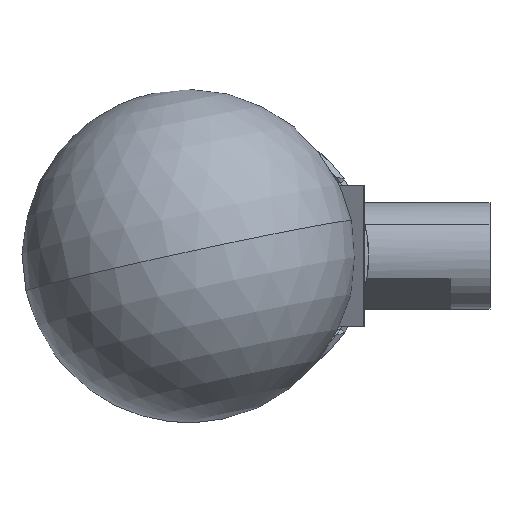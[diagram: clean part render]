
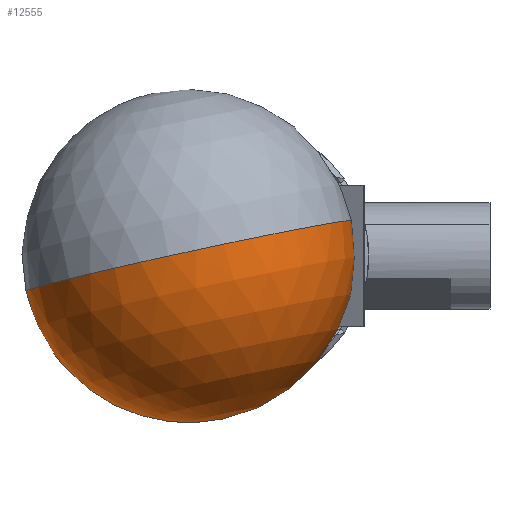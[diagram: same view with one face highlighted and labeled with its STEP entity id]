
A CAD part, front view. The second image highlights one B-rep face of the part: STEP entity #12555.
In plain terms, the highlighted spherical face has radius 15.875 mm.
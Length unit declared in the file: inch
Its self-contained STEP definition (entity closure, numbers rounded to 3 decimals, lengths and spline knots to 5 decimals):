
#43 = CARTESIAN_POINT ( 'NONE',  ( -0.10608, -4.79333, 0. ) ) ;
#93 = CARTESIAN_POINT ( 'NONE',  ( 0.13642, -4.82279, 0.05315 ) ) ;
#113 = VERTEX_POINT ( 'NONE', #5724 ) ;
#351 = DIRECTION ( 'NONE',  ( 0.211, -0.026, -0.977 ) ) ;
#1215 = CARTESIAN_POINT ( 'NONE',  ( -0.25053, -5.98241, 0. ) ) ;
#1671 = ORIENTED_EDGE ( 'NONE', *, *, #11331, .F. ) ;
#2255 = CIRCLE ( 'NONE', #5282, 0.25 ) ;
#2670 = SPHERICAL_SURFACE ( 'NONE', #2856, 0.625 ) ;
#2760 = DIRECTION ( 'NONE',  ( 0.977, 0., 0.211 ) ) ;
#2856 = AXIS2_PLACEMENT_3D ( 'NONE', #23470, #18021, #23202 ) ;
#3231 = AXIS2_PLACEMENT_3D ( 'NONE', #11213, #351, #15059 ) ;
#3323 = AXIS2_PLACEMENT_3D ( 'NONE', #20279, #24468, #10568 ) ;
#5282 = AXIS2_PLACEMENT_3D ( 'NONE', #43, #16609, #20700 ) ;
#5724 = CARTESIAN_POINT ( 'NONE',  ( -0.34858, -4.76387, -0.05315 ) ) ;
#6448 = CIRCLE ( 'NONE', #21716, 0.625 ) ;
#6555 = VERTEX_POINT ( 'NONE', #23161 ) ;
#7328 = VERTEX_POINT ( 'NONE', #1215 ) ;
#8663 = EDGE_CURVE ( 'NONE', #6555, #25791, #2255, .T. ) ;
#8973 = CARTESIAN_POINT ( 'NONE',  ( -0.17516, -5.36197, 0. ) ) ;
#10568 = DIRECTION ( 'NONE',  ( -0.211, 0.026, 0.977 ) ) ;
#11213 = CARTESIAN_POINT ( 'NONE',  ( -0.17516, -5.36197, 0. ) ) ;
#11331 = EDGE_CURVE ( 'NONE', #7328, #25791, #6448, .T. ) ;
#12555 = ADVANCED_FACE ( 'NONE', ( #20898 ), #2670, .T. ) ;
#12985 = EDGE_CURVE ( 'NONE', #113, #6555, #25910, .T. ) ;
#13818 = ORIENTED_EDGE ( 'NONE', *, *, #12985, .T. ) ;
#14362 = EDGE_LOOP ( 'NONE', ( #1671, #15879, #13818, #21486 ) ) ;
#15059 = DIRECTION ( 'NONE',  ( -0.977, 0., -0.211 ) ) ;
#15879 = ORIENTED_EDGE ( 'NONE', *, *, #25414, .T. ) ;
#16609 = DIRECTION ( 'NONE',  ( -0.121, -0.993, 0. ) ) ;
#17161 = CIRCLE ( 'NONE', #3231, 0.625 ) ;
#17327 = DIRECTION ( 'NONE',  ( -0.211, 0.026, 0.977 ) ) ;
#18021 = DIRECTION ( 'NONE',  ( -0.211, 0.026, 0.977 ) ) ;
#20279 = CARTESIAN_POINT ( 'NONE',  ( -0.10608, -4.79333, 0. ) ) ;
#20700 = DIRECTION ( 'NONE',  ( -0.211, 0.026, 0.977 ) ) ;
#20898 = FACE_OUTER_BOUND ( 'NONE', #14362, .T. ) ;
#21486 = ORIENTED_EDGE ( 'NONE', *, *, #8663, .T. ) ;
#21716 = AXIS2_PLACEMENT_3D ( 'NONE', #8973, #17327, #2760 ) ;
#23161 = CARTESIAN_POINT ( 'NONE',  ( -0.05331, -4.79974, -0.24428 ) ) ;
#23202 = DIRECTION ( 'NONE',  ( -0.97, 0.118, -0.213 ) ) ;
#23470 = CARTESIAN_POINT ( 'NONE',  ( -0.17516, -5.36197, 0. ) ) ;
#24468 = DIRECTION ( 'NONE',  ( -0.121, -0.993, 0. ) ) ;
#25414 = EDGE_CURVE ( 'NONE', #7328, #113, #17161, .T. ) ;
#25791 = VERTEX_POINT ( 'NONE', #93 ) ;
#25910 = CIRCLE ( 'NONE', #3323, 0.25 ) ;
